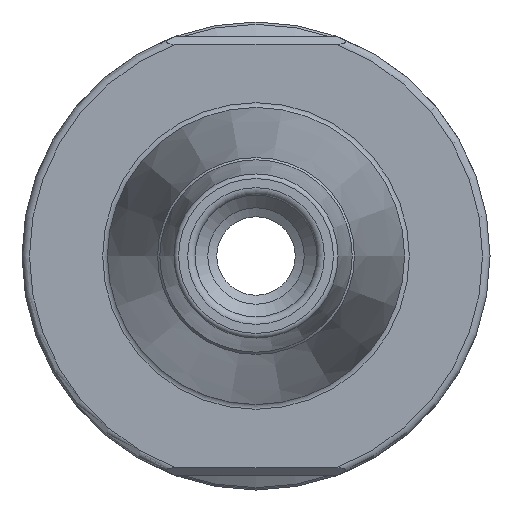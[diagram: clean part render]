
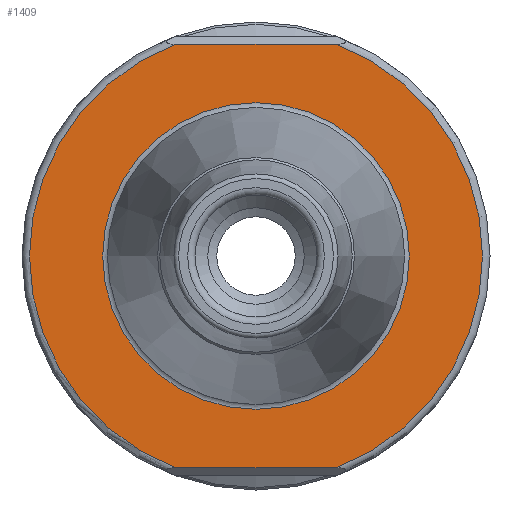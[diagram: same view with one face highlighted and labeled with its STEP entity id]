
A CAD part, left-side view. The second image highlights one B-rep face of the part: STEP entity #1409.
In plain terms, the highlighted planar face has unit normal (-1, 0, 0).
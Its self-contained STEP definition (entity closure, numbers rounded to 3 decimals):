
#89=FACE_BOUND('',#371,.T.);
#98=PLANE('',#1593);
#132=LINE('',#2352,#193);
#134=LINE('',#2395,#195);
#193=VECTOR('',#1863,10.);
#195=VECTOR('',#1875,10.);
#280=FACE_OUTER_BOUND('',#370,.T.);
#370=EDGE_LOOP('',(#1006,#1007,#1008,#1009));
#371=EDGE_LOOP('',(#1010));
#473=CIRCLE('',#1591,24.2);
#475=CIRCLE('',#1594,24.2);
#476=CIRCLE('',#1595,16.375);
#588=VERTEX_POINT('',#2334);
#589=VERTEX_POINT('',#2351);
#591=VERTEX_POINT('',#2372);
#593=VERTEX_POINT('',#2393);
#594=VERTEX_POINT('',#2396);
#743=EDGE_CURVE('',#588,#589,#132,.T.);
#746=EDGE_CURVE('',#589,#591,#473,.T.);
#749=EDGE_CURVE('',#593,#588,#475,.T.);
#750=EDGE_CURVE('',#591,#593,#134,.T.);
#751=EDGE_CURVE('',#594,#594,#476,.T.);
#1006=ORIENTED_EDGE('',*,*,#743,.F.);
#1007=ORIENTED_EDGE('',*,*,#749,.F.);
#1008=ORIENTED_EDGE('',*,*,#750,.F.);
#1009=ORIENTED_EDGE('',*,*,#746,.F.);
#1010=ORIENTED_EDGE('',*,*,#751,.T.);
#1409=ADVANCED_FACE('',(#280,#89),#98,.T.);
#1591=AXIS2_PLACEMENT_3D('',#2373,#1867,#1868);
#1593=AXIS2_PLACEMENT_3D('',#2392,#1871,#1872);
#1594=AXIS2_PLACEMENT_3D('',#2394,#1873,#1874);
#1595=AXIS2_PLACEMENT_3D('',#2397,#1876,#1877);
#1863=DIRECTION('',(0.,1.,0.));
#1867=DIRECTION('center_axis',(1.,0.,0.));
#1868=DIRECTION('ref_axis',(0.,-1.,0.));
#1871=DIRECTION('center_axis',(-1.,0.,0.));
#1872=DIRECTION('ref_axis',(0.,0.,1.));
#1873=DIRECTION('center_axis',(1.,0.,0.));
#1874=DIRECTION('ref_axis',(0.,-1.,0.));
#1875=DIRECTION('',(0.,-1.,0.));
#1876=DIRECTION('center_axis',(1.,0.,0.));
#1877=DIRECTION('ref_axis',(0.,0.,-1.));
#2334=CARTESIAN_POINT('',(3.2,-8.588,-22.625));
#2351=CARTESIAN_POINT('',(3.2,8.588,-22.625));
#2352=CARTESIAN_POINT('',(3.2,12.5,-22.625));
#2372=CARTESIAN_POINT('',(3.2,8.588,22.625));
#2373=CARTESIAN_POINT('Origin',(3.2,0.,0.));
#2392=CARTESIAN_POINT('Origin',(3.2,25.,0.));
#2393=CARTESIAN_POINT('',(3.2,-8.588,22.625));
#2394=CARTESIAN_POINT('Origin',(3.2,0.,0.));
#2395=CARTESIAN_POINT('',(3.2,12.5,22.625));
#2396=CARTESIAN_POINT('',(3.2,0.,16.375));
#2397=CARTESIAN_POINT('Origin',(3.2,0.,0.));
